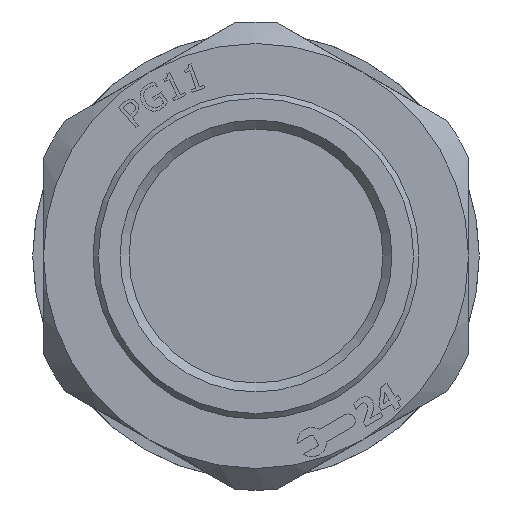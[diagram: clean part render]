
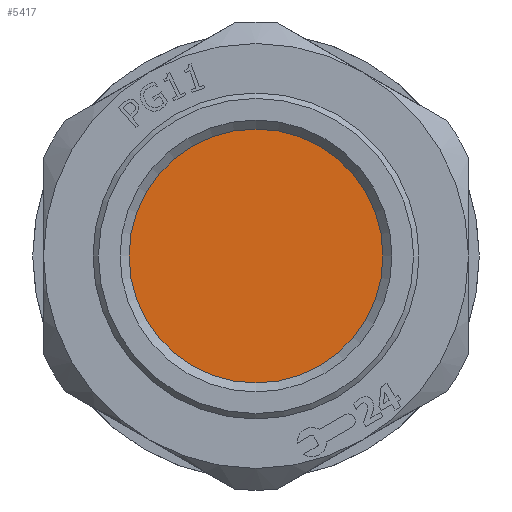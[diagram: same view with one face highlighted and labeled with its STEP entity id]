
A CAD part, front view. The second image highlights one B-rep face of the part: STEP entity #5417.
In plain terms, the highlighted planar face has unit normal (0, -1, 0).
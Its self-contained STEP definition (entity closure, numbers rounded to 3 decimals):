
#295=PLANE('',#5750);
#398=CIRCLE('',#5749,7.05);
#982=FACE_OUTER_BOUND('',#1289,.T.);
#1289=EDGE_LOOP('',(#5102));
#2846=VERTEX_POINT('',#11380);
#3597=EDGE_CURVE('',#2846,#2846,#398,.T.);
#5102=ORIENTED_EDGE('',*,*,#3597,.F.);
#5417=ADVANCED_FACE('',(#982),#295,.F.);
#5749=AXIS2_PLACEMENT_3D('',#11381,#6811,#6812);
#5750=AXIS2_PLACEMENT_3D('',#11383,#6814,#6815);
#6811=DIRECTION('center_axis',(0.,1.,0.));
#6812=DIRECTION('ref_axis',(-1.,0.,0.));
#6814=DIRECTION('center_axis',(0.,1.,0.));
#6815=DIRECTION('ref_axis',(0.,0.,1.));
#11380=CARTESIAN_POINT('',(7.05,1.566,0.));
#11381=CARTESIAN_POINT('Origin',(0.,1.566,0.));
#11383=CARTESIAN_POINT('Origin',(0.,1.566,
0.));
